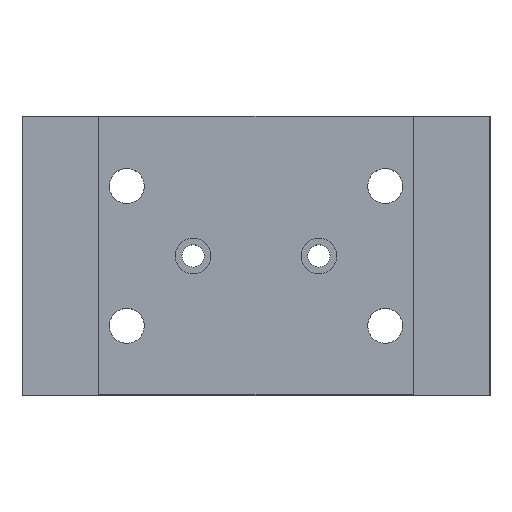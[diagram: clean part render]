
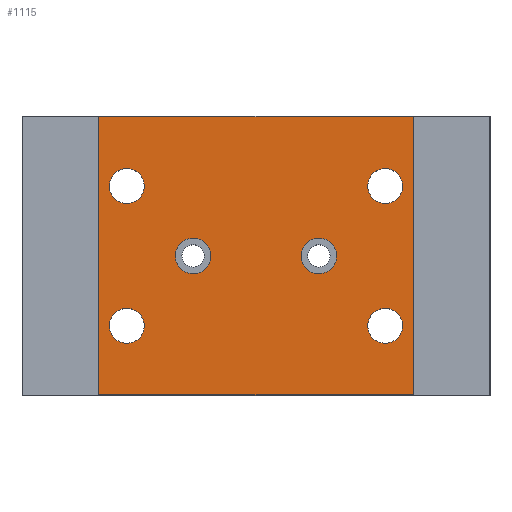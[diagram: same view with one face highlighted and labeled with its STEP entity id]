
A CAD part, top view. The second image highlights one B-rep face of the part: STEP entity #1115.
In plain terms, the highlighted planar face has unit normal (0, 0, 1).
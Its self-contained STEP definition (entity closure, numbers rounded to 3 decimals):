
#30 = CARTESIAN_POINT ( 'NONE',  ( 52., 30., 11. ) ) ;
#41 = VERTEX_POINT ( 'NONE', #1732 ) ;
#49 = DIRECTION ( 'NONE',  ( 1., 0., 0. ) ) ;
#56 = EDGE_CURVE ( 'NONE', #1790, #1304, #222, .T. ) ;
#70 = EDGE_CURVE ( 'NONE', #368, #697, #478, .T. ) ;
#74 = EDGE_CURVE ( 'NONE', #99, #1790, #740, .T. ) ;
#90 = CARTESIAN_POINT ( 'NONE',  ( 56., 0.1, 11. ) ) ;
#96 = PLANE ( 'NONE',  #541 ) ;
#99 = VERTEX_POINT ( 'NONE', #1458 ) ;
#113 = DIRECTION ( 'NONE',  ( 0., 0., 1. ) ) ;
#115 = EDGE_CURVE ( 'NONE', #424, #1364, #1585, .T. ) ;
#121 = CARTESIAN_POINT ( 'NONE',  ( 45.05, 20., 11. ) ) ;
#125 = AXIS2_PLACEMENT_3D ( 'NONE', #228, #922, #1076 ) ;
#140 = ORIENTED_EDGE ( 'NONE', *, *, #1348, .F. ) ;
#145 = AXIS2_PLACEMENT_3D ( 'NONE', #1054, #1197, #198 ) ;
#148 = CARTESIAN_POINT ( 'NONE',  ( 17.5, 30., 11. ) ) ;
#154 = EDGE_LOOP ( 'NONE', ( #1769, #682 ) ) ;
#163 = CARTESIAN_POINT ( 'NONE',  ( 27.05, 20., 11. ) ) ;
#182 = DIRECTION ( 'NONE',  ( 1., 0., 0. ) ) ;
#190 = DIRECTION ( 'NONE',  ( 0., 0., 1. ) ) ;
#194 = EDGE_LOOP ( 'NONE', ( #417, #1607 ) ) ;
#198 = DIRECTION ( 'NONE',  ( 1., 0., 0. ) ) ;
#222 = LINE ( 'NONE', #1451, #1754 ) ;
#228 = CARTESIAN_POINT ( 'NONE',  ( 15., 30., 11. ) ) ;
#229 = FACE_BOUND ( 'NONE', #154, .T. ) ;
#245 = AXIS2_PLACEMENT_3D ( 'NONE', #1578, #591, #320 ) ;
#250 = VERTEX_POINT ( 'NONE', #817 ) ;
#256 = CARTESIAN_POINT ( 'NONE',  ( 52., 30., 11. ) ) ;
#257 = EDGE_CURVE ( 'NONE', #1635, #1363, #821, .T. ) ;
#261 = ORIENTED_EDGE ( 'NONE', *, *, #549, .F. ) ;
#271 = FACE_BOUND ( 'NONE', #926, .T. ) ;
#300 = EDGE_LOOP ( 'NONE', ( #418, #1081 ) ) ;
#320 = DIRECTION ( 'NONE',  ( 1., 0., 0. ) ) ;
#337 = EDGE_CURVE ( 'NONE', #99, #1039, #429, .T. ) ;
#356 = VERTEX_POINT ( 'NONE', #1125 ) ;
#368 = VERTEX_POINT ( 'NONE', #121 ) ;
#388 = DIRECTION ( 'NONE',  ( -1., 0., 0. ) ) ;
#417 = ORIENTED_EDGE ( 'NONE', *, *, #257, .F. ) ;
#418 = ORIENTED_EDGE ( 'NONE', *, *, #1060, .F. ) ;
#424 = VERTEX_POINT ( 'NONE', #1142 ) ;
#429 = LINE ( 'NONE', #974, #1557 ) ;
#430 = FACE_BOUND ( 'NONE', #1017, .T. ) ;
#475 = AXIS2_PLACEMENT_3D ( 'NONE', #553, #113, #1804 ) ;
#478 = CIRCLE ( 'NONE', #1238, 2.55 ) ;
#490 = DIRECTION ( 'NONE',  ( 0., 0., 1. ) ) ;
#516 = ORIENTED_EDGE ( 'NONE', *, *, #1441, .T. ) ;
#538 = EDGE_CURVE ( 'NONE', #1363, #1635, #1091, .T. ) ;
#540 = ORIENTED_EDGE ( 'NONE', *, *, #56, .T. ) ;
#541 = AXIS2_PLACEMENT_3D ( 'NONE', #680, #1080, #388 ) ;
#549 = EDGE_CURVE ( 'NONE', #41, #356, #1604, .T. ) ;
#553 = CARTESIAN_POINT ( 'NONE',  ( 52., 10., 11. ) ) ;
#569 = EDGE_CURVE ( 'NONE', #1319, #930, #1031, .T. ) ;
#591 = DIRECTION ( 'NONE',  ( 0., 0., 1. ) ) ;
#594 = CARTESIAN_POINT ( 'NONE',  ( 0., 39.9, 11. ) ) ;
#600 = EDGE_CURVE ( 'NONE', #930, #1319, #1046, .T. ) ;
#607 = AXIS2_PLACEMENT_3D ( 'NONE', #1402, #700, #1379 ) ;
#616 = FACE_BOUND ( 'NONE', #300, .T. ) ;
#623 = DIRECTION ( 'NONE',  ( 0., 0., 1. ) ) ;
#652 = CARTESIAN_POINT ( 'NONE',  ( 39.95, 20., 11. ) ) ;
#680 = CARTESIAN_POINT ( 'NONE',  ( 0., 0., 11. ) ) ;
#682 = ORIENTED_EDGE ( 'NONE', *, *, #600, .F. ) ;
#697 = VERTEX_POINT ( 'NONE', #652 ) ;
#700 = DIRECTION ( 'NONE',  ( 0., 0., 1. ) ) ;
#728 = CARTESIAN_POINT ( 'NONE',  ( 56., 39.9, 11. ) ) ;
#730 = ORIENTED_EDGE ( 'NONE', *, *, #74, .T. ) ;
#740 = LINE ( 'NONE', #1156, #1405 ) ;
#741 = CARTESIAN_POINT ( 'NONE',  ( 54.5, 10., 11. ) ) ;
#776 = CARTESIAN_POINT ( 'NONE',  ( 15., 10., 11. ) ) ;
#791 = CIRCLE ( 'NONE', #1261, 2.55 ) ;
#816 = CARTESIAN_POINT ( 'NONE',  ( 12.5, 30., 11. ) ) ;
#817 = CARTESIAN_POINT ( 'NONE',  ( 21.95, 20., 11. ) ) ;
#821 = CIRCLE ( 'NONE', #1494, 2.5 ) ;
#826 = AXIS2_PLACEMENT_3D ( 'NONE', #776, #623, #1736 ) ;
#832 = VECTOR ( 'NONE', #875, 1000. ) ;
#873 = CIRCLE ( 'NONE', #1164, 2.5 ) ;
#875 = DIRECTION ( 'NONE',  ( -1., 0., 0. ) ) ;
#876 = CARTESIAN_POINT ( 'NONE',  ( 42.5, 20., 11. ) ) ;
#898 = DIRECTION ( 'NONE',  ( 0., 0., 1. ) ) ;
#922 = DIRECTION ( 'NONE',  ( 0., 0., 1. ) ) ;
#926 = EDGE_LOOP ( 'NONE', ( #1549, #140 ) ) ;
#930 = VERTEX_POINT ( 'NONE', #816 ) ;
#966 = EDGE_CURVE ( 'NONE', #356, #41, #873, .T. ) ;
#974 = CARTESIAN_POINT ( 'NONE',  ( 11., 0., 11. ) ) ;
#1016 = DIRECTION ( 'NONE',  ( 1., 0., 0. ) ) ;
#1017 = EDGE_LOOP ( 'NONE', ( #1501, #261 ) ) ;
#1031 = CIRCLE ( 'NONE', #1075, 2.5 ) ;
#1039 = VERTEX_POINT ( 'NONE', #1518 ) ;
#1046 = CIRCLE ( 'NONE', #125, 2.5 ) ;
#1054 = CARTESIAN_POINT ( 'NONE',  ( 52., 10., 11. ) ) ;
#1060 = EDGE_CURVE ( 'NONE', #1364, #424, #1580, .T. ) ;
#1075 = AXIS2_PLACEMENT_3D ( 'NONE', #1729, #898, #49 ) ;
#1076 = DIRECTION ( 'NONE',  ( 1., 0., 0. ) ) ;
#1080 = DIRECTION ( 'NONE',  ( 0., 0., -1. ) ) ;
#1081 = ORIENTED_EDGE ( 'NONE', *, *, #115, .F. ) ;
#1087 = DIRECTION ( 'NONE',  ( 0., 0., 1. ) ) ;
#1091 = CIRCLE ( 'NONE', #1419, 2.5 ) ;
#1115 = ADVANCED_FACE ( 'NONE', ( #1601, #271, #430, #616, #1513, #229, #1240 ), #96, .F. ) ;
#1125 = CARTESIAN_POINT ( 'NONE',  ( 17.5, 10., 11. ) ) ;
#1135 = CARTESIAN_POINT ( 'NONE',  ( 49.5, 30., 11. ) ) ;
#1142 = CARTESIAN_POINT ( 'NONE',  ( 49.5, 10., 11. ) ) ;
#1156 = CARTESIAN_POINT ( 'NONE',  ( 0., 0.1, 11. ) ) ;
#1164 = AXIS2_PLACEMENT_3D ( 'NONE', #1336, #490, #1493 ) ;
#1197 = DIRECTION ( 'NONE',  ( 0., 0., 1. ) ) ;
#1237 = ORIENTED_EDGE ( 'NONE', *, *, #1753, .F. ) ;
#1238 = AXIS2_PLACEMENT_3D ( 'NONE', #876, #1723, #182 ) ;
#1240 = FACE_OUTER_BOUND ( 'NONE', #1808, .T. ) ;
#1256 = DIRECTION ( 'NONE',  ( 0., 1., 0. ) ) ;
#1261 = AXIS2_PLACEMENT_3D ( 'NONE', #1561, #1412, #1407 ) ;
#1285 = EDGE_CURVE ( 'NONE', #1434, #250, #791, .T. ) ;
#1304 = VERTEX_POINT ( 'NONE', #728 ) ;
#1319 = VERTEX_POINT ( 'NONE', #148 ) ;
#1336 = CARTESIAN_POINT ( 'NONE',  ( 15., 10., 11. ) ) ;
#1348 = EDGE_CURVE ( 'NONE', #697, #368, #1598, .T. ) ;
#1363 = VERTEX_POINT ( 'NONE', #1135 ) ;
#1364 = VERTEX_POINT ( 'NONE', #741 ) ;
#1379 = DIRECTION ( 'NONE',  ( 1., 0., 0. ) ) ;
#1402 = CARTESIAN_POINT ( 'NONE',  ( 24.5, 20., 11. ) ) ;
#1405 = VECTOR ( 'NONE', #1016, 1000. ) ;
#1407 = DIRECTION ( 'NONE',  ( 1., 0., 0. ) ) ;
#1412 = DIRECTION ( 'NONE',  ( 0., 0., 1. ) ) ;
#1419 = AXIS2_PLACEMENT_3D ( 'NONE', #30, #190, #1606 ) ;
#1434 = VERTEX_POINT ( 'NONE', #163 ) ;
#1441 = EDGE_CURVE ( 'NONE', #1304, #1039, #1701, .T. ) ;
#1451 = CARTESIAN_POINT ( 'NONE',  ( 56., 0., 11. ) ) ;
#1458 = CARTESIAN_POINT ( 'NONE',  ( 11., 0.1, 11. ) ) ;
#1493 = DIRECTION ( 'NONE',  ( 1., 0., 0. ) ) ;
#1494 = AXIS2_PLACEMENT_3D ( 'NONE', #256, #1087, #1803 ) ;
#1500 = CARTESIAN_POINT ( 'NONE',  ( 54.5, 30., 11. ) ) ;
#1501 = ORIENTED_EDGE ( 'NONE', *, *, #966, .F. ) ;
#1513 = FACE_BOUND ( 'NONE', #194, .T. ) ;
#1518 = CARTESIAN_POINT ( 'NONE',  ( 11., 39.9, 11. ) ) ;
#1549 = ORIENTED_EDGE ( 'NONE', *, *, #70, .F. ) ;
#1557 = VECTOR ( 'NONE', #1256, 1000. ) ;
#1561 = CARTESIAN_POINT ( 'NONE',  ( 24.5, 20., 11. ) ) ;
#1578 = CARTESIAN_POINT ( 'NONE',  ( 42.5, 20., 11. ) ) ;
#1580 = CIRCLE ( 'NONE', #475, 2.5 ) ;
#1581 = DIRECTION ( 'NONE',  ( 0., 1., 0. ) ) ;
#1585 = CIRCLE ( 'NONE', #145, 2.5 ) ;
#1598 = CIRCLE ( 'NONE', #245, 2.55 ) ;
#1601 = FACE_BOUND ( 'NONE', #1630, .T. ) ;
#1604 = CIRCLE ( 'NONE', #826, 2.5 ) ;
#1606 = DIRECTION ( 'NONE',  ( 1., 0., 0. ) ) ;
#1607 = ORIENTED_EDGE ( 'NONE', *, *, #538, .F. ) ;
#1630 = EDGE_LOOP ( 'NONE', ( #1672, #1237 ) ) ;
#1635 = VERTEX_POINT ( 'NONE', #1500 ) ;
#1672 = ORIENTED_EDGE ( 'NONE', *, *, #1285, .F. ) ;
#1701 = LINE ( 'NONE', #594, #832 ) ;
#1723 = DIRECTION ( 'NONE',  ( 0., 0., 1. ) ) ;
#1729 = CARTESIAN_POINT ( 'NONE',  ( 15., 30., 11. ) ) ;
#1732 = CARTESIAN_POINT ( 'NONE',  ( 12.5, 10., 11. ) ) ;
#1736 = DIRECTION ( 'NONE',  ( 1., 0., 0. ) ) ;
#1753 = EDGE_CURVE ( 'NONE', #250, #1434, #1794, .T. ) ;
#1754 = VECTOR ( 'NONE', #1581, 1000. ) ;
#1769 = ORIENTED_EDGE ( 'NONE', *, *, #569, .F. ) ;
#1790 = VERTEX_POINT ( 'NONE', #90 ) ;
#1794 = CIRCLE ( 'NONE', #607, 2.55 ) ;
#1803 = DIRECTION ( 'NONE',  ( 1., 0., 0. ) ) ;
#1804 = DIRECTION ( 'NONE',  ( 1., 0., 0. ) ) ;
#1808 = EDGE_LOOP ( 'NONE', ( #1829, #730, #540, #516 ) ) ;
#1829 = ORIENTED_EDGE ( 'NONE', *, *, #337, .F. ) ;
